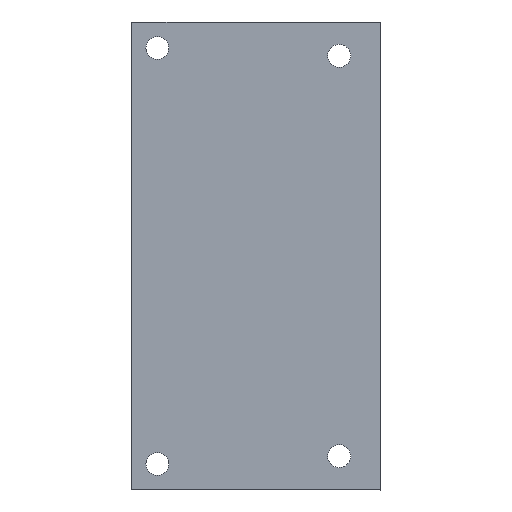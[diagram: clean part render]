
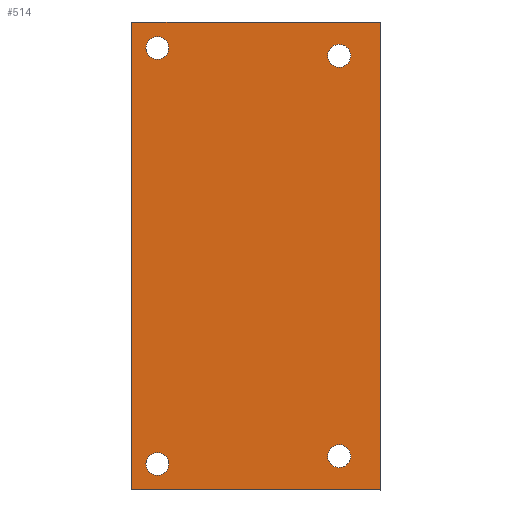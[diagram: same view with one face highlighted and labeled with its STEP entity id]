
A CAD part, top view. The second image highlights one B-rep face of the part: STEP entity #514.
In plain terms, the highlighted planar face has unit normal (0, 0, 1).
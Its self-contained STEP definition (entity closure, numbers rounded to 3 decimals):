
#230=CARTESIAN_POINT('',(-31.591,34.304,20.605));
#231=VERTEX_POINT('',#230);
#232=CARTESIAN_POINT('',(-36.591,34.306,20.605));
#233=VERTEX_POINT('',#232);
#234=CARTESIAN_POINT('',(-31.591,34.304,20.605));
#235=DIRECTION('',(-1.,0.,-0.));
#236=VECTOR('',#235,5.);
#237=LINE('',#234,#236);
#238=EDGE_CURVE('',#231,#233,#237,.T.);
#270=CARTESIAN_POINT('',(-12.597,34.302,20.605));
#271=VERTEX_POINT('',#270);
#272=CARTESIAN_POINT('',(-12.597,34.302,20.605));
#273=DIRECTION('',(-1.,0.,-0.));
#274=VECTOR('',#273,18.994);
#275=LINE('',#272,#274);
#276=EDGE_CURVE('',#271,#231,#275,.T.);
#301=CARTESIAN_POINT('',(-12.602,-10.698,20.605));
#302=VERTEX_POINT('',#301);
#303=CARTESIAN_POINT('',(-12.597,34.302,20.605));
#304=DIRECTION('',(0.,-1.,0.));
#305=VECTOR('',#304,45.);
#306=LINE('',#303,#305);
#307=EDGE_CURVE('',#271,#302,#306,.T.);
#332=CARTESIAN_POINT('',(-36.607,-10.695,20.605));
#333=VERTEX_POINT('',#332);
#334=CARTESIAN_POINT('',(-12.602,-10.698,20.605));
#335=DIRECTION('',(-1.,0.,-0.));
#336=VECTOR('',#335,24.006);
#337=LINE('',#334,#336);
#338=EDGE_CURVE('',#302,#333,#337,.T.);
#363=CARTESIAN_POINT('',(-36.591,34.306,20.605));
#364=DIRECTION('',(0.,-1.,0.));
#365=VECTOR('',#364,45.001);
#366=LINE('',#363,#365);
#367=EDGE_CURVE('',#233,#333,#366,.T.);
#422=CARTESIAN_POINT('',(-113.618,103.045,20.605));
#423=DIRECTION('',(0.,-0.,-1.));
#424=DIRECTION('',(-0.342,-0.94,0.));
#425=AXIS2_PLACEMENT_3D('',#422,#423,#424);
#426=PLANE('',#425);
#427=CARTESIAN_POINT('',(-16.601,-6.347,20.605));
#428=VERTEX_POINT('',#427);
#429=CARTESIAN_POINT('',(-15.568,-7.824,20.605));
#430=VERTEX_POINT('',#429);
#431=CARTESIAN_POINT('',(-16.601,-7.447,20.605));
#432=DIRECTION('',(0.,-0.,-1.));
#433=DIRECTION('',(0.,1.,-0.));
#434=AXIS2_PLACEMENT_3D('',#431,#432,#433);
#435=CIRCLE('',#434,1.1);
#436=EDGE_CURVE('',#428,#430,#435,.T.);
#437=ORIENTED_EDGE('',*,*,#436,.T.);
#438=CARTESIAN_POINT('',(-16.601,-7.447,20.605));
#439=DIRECTION('',(0.,-0.,-1.));
#440=DIRECTION('',(0.,1.,-0.));
#441=AXIS2_PLACEMENT_3D('',#438,#439,#440);
#442=CIRCLE('',#441,1.1);
#443=EDGE_CURVE('',#430,#428,#442,.T.);
#444=ORIENTED_EDGE('',*,*,#443,.T.);
#445=EDGE_LOOP('',(#437,#444));
#446=FACE_BOUND('',#445,.T.);
#447=CARTESIAN_POINT('',(-16.597,32.153,20.605));
#448=VERTEX_POINT('',#447);
#449=CARTESIAN_POINT('',(-15.564,30.676,20.605));
#450=VERTEX_POINT('',#449);
#451=CARTESIAN_POINT('',(-16.597,31.053,20.605));
#452=DIRECTION('',(0.,-0.,-1.));
#453=DIRECTION('',(0.,1.,-0.));
#454=AXIS2_PLACEMENT_3D('',#451,#452,#453);
#455=CIRCLE('',#454,1.1);
#456=EDGE_CURVE('',#448,#450,#455,.T.);
#457=ORIENTED_EDGE('',*,*,#456,.T.);
#458=CARTESIAN_POINT('',(-16.597,31.053,20.605));
#459=DIRECTION('',(0.,-0.,-1.));
#460=DIRECTION('',(0.,1.,-0.));
#461=AXIS2_PLACEMENT_3D('',#458,#459,#460);
#462=CIRCLE('',#461,1.1);
#463=EDGE_CURVE('',#450,#448,#462,.T.);
#464=ORIENTED_EDGE('',*,*,#463,.T.);
#465=EDGE_LOOP('',(#457,#464));
#466=FACE_BOUND('',#465,.T.);
#467=CARTESIAN_POINT('',(-34.096,-7.096,20.605));
#468=VERTEX_POINT('',#467);
#469=CARTESIAN_POINT('',(-33.062,-8.572,20.605));
#470=VERTEX_POINT('',#469);
#471=CARTESIAN_POINT('',(-34.096,-8.196,20.605));
#472=DIRECTION('',(0.,-0.,-1.));
#473=DIRECTION('',(0.,1.,-0.));
#474=AXIS2_PLACEMENT_3D('',#471,#472,#473);
#475=CIRCLE('',#474,1.1);
#476=EDGE_CURVE('',#468,#470,#475,.T.);
#477=ORIENTED_EDGE('',*,*,#476,.T.);
#478=CARTESIAN_POINT('',(-34.096,-8.196,20.605));
#479=DIRECTION('',(0.,-0.,-1.));
#480=DIRECTION('',(0.,1.,-0.));
#481=AXIS2_PLACEMENT_3D('',#478,#479,#480);
#482=CIRCLE('',#481,1.1);
#483=EDGE_CURVE('',#470,#468,#482,.T.);
#484=ORIENTED_EDGE('',*,*,#483,.T.);
#485=EDGE_LOOP('',(#477,#484));
#486=FACE_BOUND('',#485,.T.);
#487=CARTESIAN_POINT('',(-34.092,32.905,20.605));
#488=VERTEX_POINT('',#487);
#489=CARTESIAN_POINT('',(-33.058,31.429,20.605));
#490=VERTEX_POINT('',#489);
#491=CARTESIAN_POINT('',(-34.092,31.805,20.605));
#492=DIRECTION('',(0.,-0.,-1.));
#493=DIRECTION('',(0.,1.,-0.));
#494=AXIS2_PLACEMENT_3D('',#491,#492,#493);
#495=CIRCLE('',#494,1.1);
#496=EDGE_CURVE('',#488,#490,#495,.T.);
#497=ORIENTED_EDGE('',*,*,#496,.T.);
#498=CARTESIAN_POINT('',(-34.092,31.805,20.605));
#499=DIRECTION('',(0.,-0.,-1.));
#500=DIRECTION('',(0.,1.,-0.));
#501=AXIS2_PLACEMENT_3D('',#498,#499,#500);
#502=CIRCLE('',#501,1.1);
#503=EDGE_CURVE('',#490,#488,#502,.T.);
#504=ORIENTED_EDGE('',*,*,#503,.T.);
#505=EDGE_LOOP('',(#497,#504));
#506=FACE_BOUND('',#505,.T.);
#507=ORIENTED_EDGE('',*,*,#238,.T.);
#508=ORIENTED_EDGE('',*,*,#367,.T.);
#509=ORIENTED_EDGE('',*,*,#338,.F.);
#510=ORIENTED_EDGE('',*,*,#307,.F.);
#511=ORIENTED_EDGE('',*,*,#276,.T.);
#512=EDGE_LOOP('',(#507,#508,#509,#510,#511));
#513=FACE_BOUND('',#512,.T.);
#514=ADVANCED_FACE('',(#446,#466,#486,#506,#513),#426,.F.);
